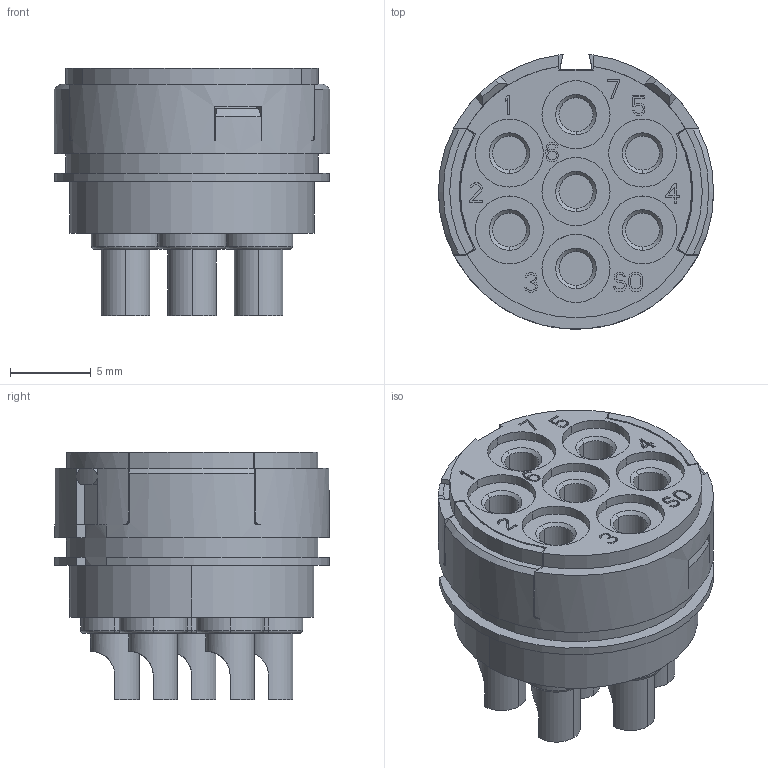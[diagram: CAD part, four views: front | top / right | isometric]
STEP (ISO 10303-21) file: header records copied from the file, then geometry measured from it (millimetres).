
FILE_DESCRIPTION((''),'2;1');
FILE_NAME('1594558','2015-09-08T',('feitelbuss'),(''),'PRO/ENGINEER BY PARAMETRIC TECHNOLOGY CORPORATION, 2014200','PRO/ENGINEER BY PARAMETRIC TECHNOLOGY CORPORATION, 2014200','');
FILE_SCHEMA(('AUTOMOTIVE_DESIGN { 1 0 10303 214 1 1 1 1 }'));
Length unit declared in the file: millimetre
Products named in the file (1): 1594558
Bounding box: 17 x 16.96 x 15.3 mm (x, y, z)
Volume: 1999.3 mm3; surface area: 1913.9 mm2
Topology: 1 solids, 1 shells, 970 faces, 2656 edges, 1748 vertices
Faces by surface type: plane 781, cylinder 133, cone 36, torus 20
Entity records: 31040 total; most frequent: CARTESIAN_POINT 6082, ORIENTED_EDGE 5312, DIRECTION 4868, EDGE_CURVE 2656, VECTOR 2248, LINE 2248, VERTEX_POINT 1748, AXIS2_PLACEMENT_3D 1310
